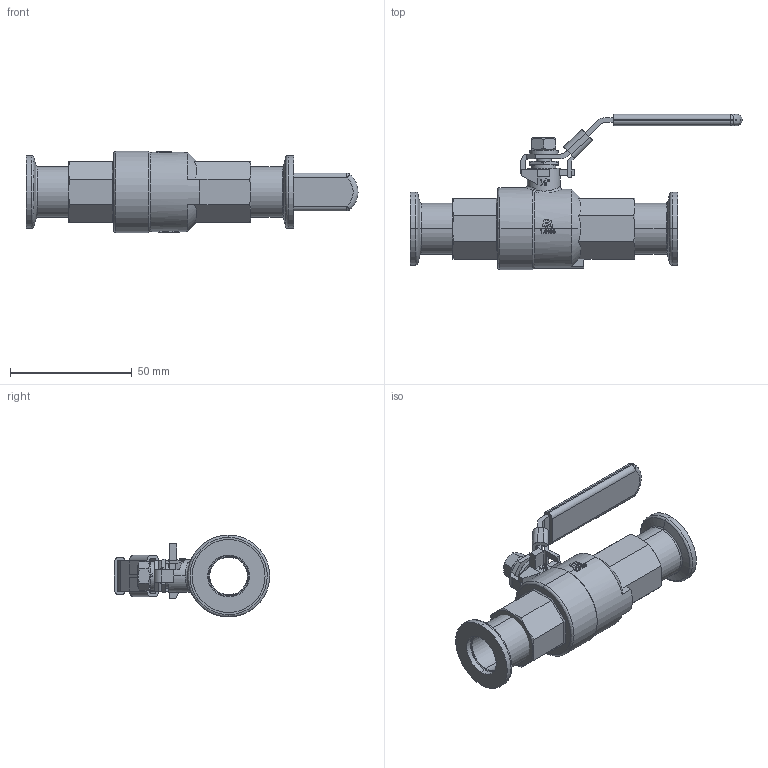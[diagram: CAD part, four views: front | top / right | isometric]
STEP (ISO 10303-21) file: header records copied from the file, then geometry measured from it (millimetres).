
FILE_DESCRIPTION (( 'STEP AP214' ), '1' );
FILE_NAME ('120VKZ016.stp', '2017-05-09T09:10:38', ( '' ), ( '' ), 'SwSTEP 2.0', 'SolidWorks 2015', '' );
FILE_SCHEMA (( 'AUTOMOTIVE_DESIGN' ));
Length unit declared in the file: millimetre
Products named in the file (1): 120VKZ016
Bounding box: 136.5 x 63.8 x 33.7 mm (x, y, z)
Volume: 51366.7 mm3; surface area: 27025.5 mm2
Topology: 7 solids, 7 shells, 526 faces, 1336 edges, 862 vertices
Faces by surface type: plane 274, cylinder 96, bspline 92, cone 52, torus 12
Entity records: 24419 total; most frequent: CARTESIAN_POINT 6687, ORIENTED_EDGE 2672, DIRECTION 2101, EDGE_CURVE 1336, VERTEX_POINT 862, AXIS2_PLACEMENT_3D 711, VECTOR 679, LINE 679
